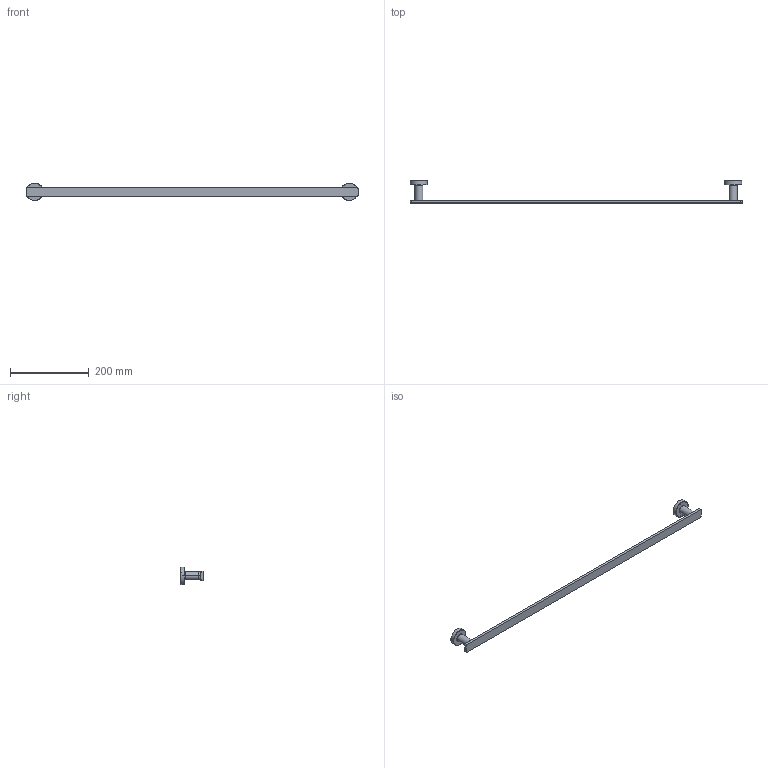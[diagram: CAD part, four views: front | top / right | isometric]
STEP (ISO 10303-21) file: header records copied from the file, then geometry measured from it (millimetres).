
FILE_DESCRIPTION(/* description */ (''),/* implementation_level */ '2;1');
FILE_NAME(/* name */ 'STEP - 34001B-9511275',/* time_stamp */ '2025-06-27T14:14:36+10:00',/* author */ (''),/* organization */ (''),/* preprocessor_version */ 'ST-DEVELOPER v16.5',/* originating_system */ 'Rhino 7.37',/* authorisation */ '');
FILE_SCHEMA (('AUTOMOTIVE_DESIGN'));
Length unit declared in the file: millimetre
Products named in the file (2): Document; 34001B-00-00
Assembly tree (1 placements, depth 2):
  Document
    34001B-00-00
Bounding box: 845 x 56 x 44.57 mm (x, y, z)
Surface area: 72054.4 mm2 (no closed solid volume)
Topology: 0 solids, 7 shells, 165 faces, 490 edges, 327 vertices
Faces by surface type: plane 67, cylinder 62, bspline 36
Entity records: 6522 total; most frequent: CARTESIAN_POINT 3582, ORIENTED_EDGE 818, EDGE_CURVE 486, VERTEX_POINT 327, B_SPLINE_CURVE_WITH_KNOTS 312, EDGE_LOOP 185, ADVANCED_FACE 165, FACE_OUTER_BOUND 165
